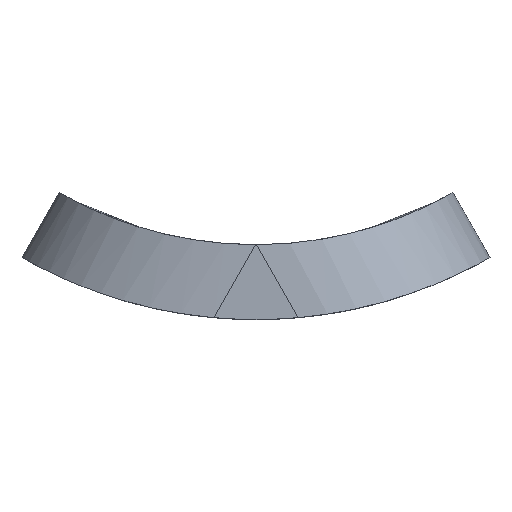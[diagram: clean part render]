
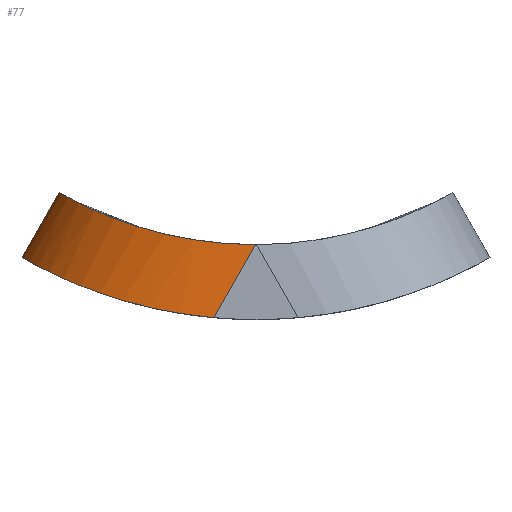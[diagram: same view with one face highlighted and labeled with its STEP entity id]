
A CAD part, front view. The second image highlights one B-rep face of the part: STEP entity #77.
In plain terms, the highlighted cylindrical face has radius 10.5 mm (diameter 21 mm), a partial arc.
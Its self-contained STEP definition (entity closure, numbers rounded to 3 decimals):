
#57=FACE_OUTER_BOUND('',#185,.T.);
#77=ADVANCED_FACE('',(#57),#88,.T.);
#88=CYLINDRICAL_SURFACE('',#369,10.5);
#104=LINE('',#1110,#116);
#107=LINE('',#1115,#119);
#116=VECTOR('',#396,1.);
#119=VECTOR('',#403,1.);
#185=EDGE_LOOP('',(#253,#254,#255,#256));
#253=ORIENTED_EDGE('',*,*,#311,.F.);
#254=ORIENTED_EDGE('',*,*,#318,.F.);
#255=ORIENTED_EDGE('',*,*,#297,.F.);
#256=ORIENTED_EDGE('',*,*,#315,.F.);
#268=VERTEX_POINT('',#630);
#269=VERTEX_POINT('',#655);
#282=VERTEX_POINT('',#1056);
#283=VERTEX_POINT('',#1081);
#297=EDGE_CURVE('',#268,#269,#331,.T.);
#311=EDGE_CURVE('',#282,#283,#339,.T.);
#315=EDGE_CURVE('',#283,#268,#104,.T.);
#318=EDGE_CURVE('',#269,#282,#107,.T.);
#331=B_SPLINE_CURVE_WITH_KNOTS('',3,(#631,#632,#633,#634,#635,#636,#637,
#638,#639,#640,#641,#642,#643,#644,#645,#646,#647,#648,#649,#650,#651,#652,
#653,#654),.UNSPECIFIED.,.F.,.F.,(4,2,2,2,2,2,2,2,2,2,2,4),(0.,0.125,0.187,
0.25,0.375,0.437,0.5,
0.625,0.75,0.813,0.875,1.),.UNSPECIFIED.);
#339=B_SPLINE_CURVE_WITH_KNOTS('',3,(#1057,#1058,#1059,#1060,#1061,#1062,
#1063,#1064,#1065,#1066,#1067,#1068,#1069,#1070,#1071,#1072,#1073,#1074,
#1075,#1076,#1077,#1078,#1079,#1080),.UNSPECIFIED.,.F.,.F.,(4,2,2,2,2,2,
2,2,2,2,2,4),(0.,0.125,0.187,0.25,
0.375,0.437,0.5,0.625,
0.75,0.813,0.875,1.),.UNSPECIFIED.);
#369=AXIS2_PLACEMENT_3D('',#1362,#435,#436);
#396=DIRECTION('',(0.496,0.,0.868));
#403=DIRECTION('',(-0.496,0.,-0.868));
#435=DIRECTION('',(0.496,0.,0.868));
#436=DIRECTION('',(0.868,0.,-0.496));
#630=CARTESIAN_POINT('',(-10.516,-21.5,-18.408));
#631=CARTESIAN_POINT('',(-10.516,-21.5,-18.408));
#632=CARTESIAN_POINT('',(-10.516,-22.213,-18.408));
#633=CARTESIAN_POINT('',(-10.454,-22.913,-18.444));
#634=CARTESIAN_POINT('',(-10.269,-23.947,-18.547));
#635=CARTESIAN_POINT('',(-10.192,-24.288,-18.589));
#636=CARTESIAN_POINT('',(-10.007,-24.965,-18.69));
#637=CARTESIAN_POINT('',(-9.898,-25.301,-18.748));
#638=CARTESIAN_POINT('',(-9.528,-26.275,-18.94));
#639=CARTESIAN_POINT('',(-9.224,-26.89,-19.092));
#640=CARTESIAN_POINT('',(-8.675,-27.76,-19.345));
#641=CARTESIAN_POINT('',(-8.476,-28.043,-19.433));
#642=CARTESIAN_POINT('',(-8.05,-28.581,-19.613));
#643=CARTESIAN_POINT('',(-7.825,-28.836,-19.705));
#644=CARTESIAN_POINT('',(-7.11,-29.561,-19.979));
#645=CARTESIAN_POINT('',(-6.583,-29.991,-20.161));
#646=CARTESIAN_POINT('',(-5.419,-30.741,-20.505));
#647=CARTESIAN_POINT('',(-4.804,-31.046,-20.659));
#648=CARTESIAN_POINT('',(-3.833,-31.411,-20.853));
#649=CARTESIAN_POINT('',(-3.501,-31.517,-20.912));
#650=CARTESIAN_POINT('',(-2.821,-31.697,-21.014));
#651=CARTESIAN_POINT('',(-2.475,-31.771,-21.058));
#652=CARTESIAN_POINT('',(-1.434,-31.946,-21.163));
#653=CARTESIAN_POINT('',(-0.731,-32.,-21.199));
#654=CARTESIAN_POINT('',(-0.018,-32.,-21.2));
#655=CARTESIAN_POINT('',(-0.018,-32.,-21.2));
#1056=CARTESIAN_POINT('',(-2.246,-32.,-25.1));
#1057=CARTESIAN_POINT('',(-2.246,-32.,-25.1));
#1058=CARTESIAN_POINT('',(-2.949,-32.,-25.037));
#1059=CARTESIAN_POINT('',(-3.639,-31.942,-24.945));
#1060=CARTESIAN_POINT('',(-4.654,-31.76,-24.769));
#1061=CARTESIAN_POINT('',(-4.989,-31.684,-24.704));
#1062=CARTESIAN_POINT('',(-5.651,-31.498,-24.561));
#1063=CARTESIAN_POINT('',(-5.979,-31.388,-24.483));
#1064=CARTESIAN_POINT('',(-6.929,-31.014,-24.238));
#1065=CARTESIAN_POINT('',(-7.525,-30.704,-24.058));
#1066=CARTESIAN_POINT('',(-8.365,-30.144,-23.773));
#1067=CARTESIAN_POINT('',(-8.638,-29.94,-23.675));
#1068=CARTESIAN_POINT('',(-9.156,-29.505,-23.48));
#1069=CARTESIAN_POINT('',(-9.401,-29.276,-23.382));
#1070=CARTESIAN_POINT('',(-10.097,-28.55,-23.094));
#1071=CARTESIAN_POINT('',(-10.51,-28.017,-22.907));
#1072=CARTESIAN_POINT('',(-11.231,-26.853,-22.562));
#1073=CARTESIAN_POINT('',(-11.529,-26.24,-22.41));
#1074=CARTESIAN_POINT('',(-11.891,-25.277,-22.219));
#1075=CARTESIAN_POINT('',(-11.997,-24.948,-22.162));
#1076=CARTESIAN_POINT('',(-12.18,-24.276,-22.061));
#1077=CARTESIAN_POINT('',(-12.256,-23.933,-22.019));
#1078=CARTESIAN_POINT('',(-12.439,-22.903,-21.917));
#1079=CARTESIAN_POINT('',(-12.5,-22.207,-21.881));
#1080=CARTESIAN_POINT('',(-12.5,-21.5,-21.881));
#1081=CARTESIAN_POINT('',(-12.5,-21.5,-21.881));
#1110=CARTESIAN_POINT('',(-12.5,-21.5,-21.881));
#1115=CARTESIAN_POINT('',(9.117,-32.,-5.208));
#1362=CARTESIAN_POINT('',(-3.383,-21.5,-27.09));
